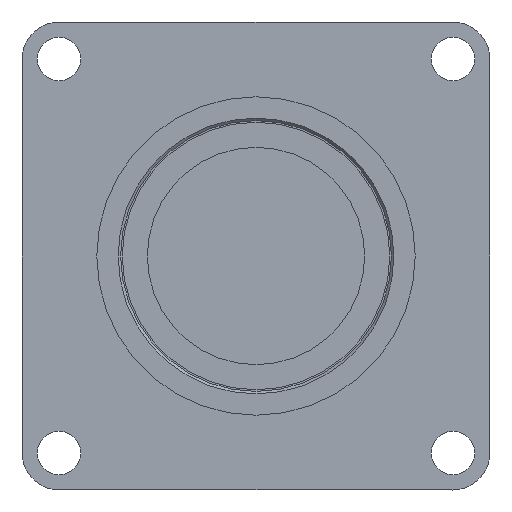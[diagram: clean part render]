
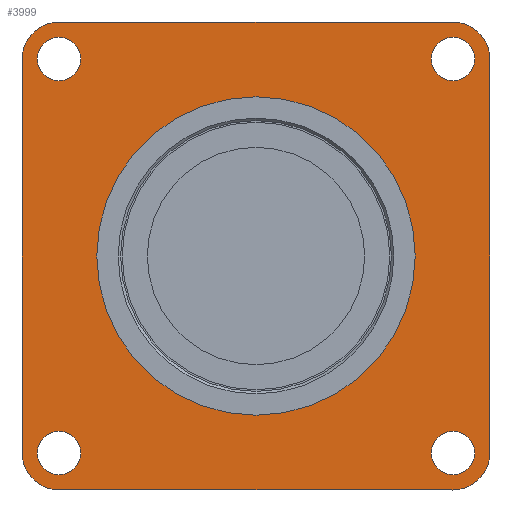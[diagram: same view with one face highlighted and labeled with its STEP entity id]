
A CAD part, left-side view. The second image highlights one B-rep face of the part: STEP entity #3999.
In plain terms, the highlighted planar face has unit normal (-1, 0, 0).
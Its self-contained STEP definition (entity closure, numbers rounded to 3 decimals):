
#75=FACE_BOUND('',#621,.T.);
#76=FACE_BOUND('',#622,.T.);
#77=FACE_BOUND('',#623,.T.);
#78=FACE_BOUND('',#624,.T.);
#79=FACE_BOUND('',#625,.T.);
#212=PLANE('',#4376);
#401=FACE_OUTER_BOUND('',#620,.T.);
#620=EDGE_LOOP('',(#3507,#3508,#3509,#3510,#3511,#3512,#3513,#3514));
#621=EDGE_LOOP('',(#3515));
#622=EDGE_LOOP('',(#3516));
#623=EDGE_LOOP('',(#3517));
#624=EDGE_LOOP('',(#3518));
#625=EDGE_LOOP('',(#3519));
#980=LINE('',#6734,#1339);
#982=LINE('',#6740,#1341);
#988=LINE('',#6755,#1347);
#995=LINE('',#6773,#1354);
#1339=VECTOR('',#5409,10.);
#1341=VECTOR('',#5413,10.);
#1347=VECTOR('',#5427,10.);
#1354=VECTOR('',#5448,10.);
#1516=CIRCLE('',#4366,4.5);
#1518=CIRCLE('',#4370,4.5);
#1520=CIRCLE('',#4373,4.5);
#1522=CIRCLE('',#4377,4.5);
#1523=CIRCLE('',#4378,19.05);
#1524=CIRCLE('',#4379,2.6);
#1525=CIRCLE('',#4380,2.6);
#1526=CIRCLE('',#4381,2.6);
#1527=CIRCLE('',#4382,2.6);
#1889=VERTEX_POINT('',#6727);
#1891=VERTEX_POINT('',#6732);
#1892=VERTEX_POINT('',#6736);
#1894=VERTEX_POINT('',#6739);
#1896=VERTEX_POINT('',#6746);
#1898=VERTEX_POINT('',#6752);
#1900=VERTEX_POINT('',#6762);
#1903=VERTEX_POINT('',#6769);
#1904=VERTEX_POINT('',#6776);
#1905=VERTEX_POINT('',#6778);
#1906=VERTEX_POINT('',#6780);
#1907=VERTEX_POINT('',#6782);
#1908=VERTEX_POINT('',#6784);
#2427=EDGE_CURVE('',#1891,#1889,#980,.T.);
#2429=EDGE_CURVE('',#1892,#1894,#982,.T.);
#2433=EDGE_CURVE('',#1896,#1891,#1516,.T.);
#2437=EDGE_CURVE('',#1898,#1896,#988,.T.);
#2440=EDGE_CURVE('',#1894,#1898,#1518,.T.);
#2442=EDGE_CURVE('',#1889,#1900,#1520,.T.);
#2448=EDGE_CURVE('',#1900,#1903,#995,.T.);
#2449=EDGE_CURVE('',#1903,#1892,#1522,.T.);
#2450=EDGE_CURVE('',#1904,#1904,#1523,.T.);
#2451=EDGE_CURVE('',#1905,#1905,#1524,.T.);
#2452=EDGE_CURVE('',#1906,#1906,#1525,.T.);
#2453=EDGE_CURVE('',#1907,#1907,#1526,.T.);
#2454=EDGE_CURVE('',#1908,#1908,#1527,.T.);
#3507=ORIENTED_EDGE('',*,*,#2449,.F.);
#3508=ORIENTED_EDGE('',*,*,#2448,.F.);
#3509=ORIENTED_EDGE('',*,*,#2442,.F.);
#3510=ORIENTED_EDGE('',*,*,#2427,.F.);
#3511=ORIENTED_EDGE('',*,*,#2433,.F.);
#3512=ORIENTED_EDGE('',*,*,#2437,.F.);
#3513=ORIENTED_EDGE('',*,*,#2440,.F.);
#3514=ORIENTED_EDGE('',*,*,#2429,.F.);
#3515=ORIENTED_EDGE('',*,*,#2450,.T.);
#3516=ORIENTED_EDGE('',*,*,#2451,.T.);
#3517=ORIENTED_EDGE('',*,*,#2452,.T.);
#3518=ORIENTED_EDGE('',*,*,#2453,.T.);
#3519=ORIENTED_EDGE('',*,*,#2454,.T.);
#3999=ADVANCED_FACE('',(#401,#75,#76,#77,#78,#79),#212,.T.);
#4366=AXIS2_PLACEMENT_3D('',#6747,#5419,#5420);
#4370=AXIS2_PLACEMENT_3D('',#6759,#5432,#5433);
#4373=AXIS2_PLACEMENT_3D('',#6763,#5438,#5439);
#4376=AXIS2_PLACEMENT_3D('',#6774,#5449,#5450);
#4377=AXIS2_PLACEMENT_3D('',#6775,#5451,#5452);
#4378=AXIS2_PLACEMENT_3D('',#6777,#5453,#5454);
#4379=AXIS2_PLACEMENT_3D('',#6779,#5455,#5456);
#4380=AXIS2_PLACEMENT_3D('',#6781,#5457,#5458);
#4381=AXIS2_PLACEMENT_3D('',#6783,#5459,#5460);
#4382=AXIS2_PLACEMENT_3D('',#6785,#5461,#5462);
#5409=DIRECTION('',(0.,-1.,0.));
#5413=DIRECTION('',(0.,1.,0.));
#5419=DIRECTION('center_axis',(1.,0.,0.));
#5420=DIRECTION('ref_axis',(0.,0.707,0.707));
#5427=DIRECTION('',(0.,0.,1.));
#5432=DIRECTION('center_axis',(1.,0.,0.));
#5433=DIRECTION('ref_axis',(0.,0.707,-0.707));
#5438=DIRECTION('center_axis',(1.,0.,0.));
#5439=DIRECTION('ref_axis',(0.,-0.707,0.707));
#5448=DIRECTION('',(0.,0.,-1.));
#5449=DIRECTION('center_axis',(-1.,0.,0.));
#5450=DIRECTION('ref_axis',(0.,0.,1.));
#5451=DIRECTION('center_axis',(1.,0.,0.));
#5452=DIRECTION('ref_axis',(0.,-0.707,-0.707));
#5453=DIRECTION('center_axis',(1.,0.,0.));
#5454=DIRECTION('ref_axis',(0.,0.,-1.));
#5455=DIRECTION('center_axis',(1.,0.,0.));
#5456=DIRECTION('ref_axis',(0.,0.,-1.));
#5457=DIRECTION('center_axis',(1.,0.,0.));
#5458=DIRECTION('ref_axis',(0.,0.,-1.));
#5459=DIRECTION('center_axis',(1.,0.,0.));
#5460=DIRECTION('ref_axis',(0.,0.,-1.));
#5461=DIRECTION('center_axis',(1.,0.,0.));
#5462=DIRECTION('ref_axis',(0.,0.,-1.));
#6727=CARTESIAN_POINT('',(-29.1,-23.5,28.));
#6732=CARTESIAN_POINT('',(-29.1,23.5,28.));
#6734=CARTESIAN_POINT('',(-29.1,-14.,28.));
#6736=CARTESIAN_POINT('',(-29.1,-23.5,-28.));
#6739=CARTESIAN_POINT('',(-29.1,23.5,-28.));
#6740=CARTESIAN_POINT('',(-29.1,14.,-28.));
#6746=CARTESIAN_POINT('',(-29.1,28.,23.5));
#6747=CARTESIAN_POINT('Origin',(-29.1,23.5,23.5));
#6752=CARTESIAN_POINT('',(-29.1,28.,-23.5));
#6755=CARTESIAN_POINT('',(-29.1,28.,14.));
#6759=CARTESIAN_POINT('Origin',(-29.1,23.5,-23.5));
#6762=CARTESIAN_POINT('',(-29.1,-28.,23.5));
#6763=CARTESIAN_POINT('Origin',(-29.1,-23.5,23.5));
#6769=CARTESIAN_POINT('',(-29.1,-28.,-23.5));
#6773=CARTESIAN_POINT('',(-29.1,-28.,-14.));
#6774=CARTESIAN_POINT('Origin',(-29.1,28.,0.));
#6775=CARTESIAN_POINT('Origin',(-29.1,-23.5,-23.5));
#6776=CARTESIAN_POINT('',(-29.1,0.,19.05));
#6777=CARTESIAN_POINT('Origin',(-29.1,0.,0.));
#6778=CARTESIAN_POINT('',(-29.1,-23.57,-20.97));
#6779=CARTESIAN_POINT('Origin',(-29.1,-23.57,-23.57));
#6780=CARTESIAN_POINT('',(-29.1,23.57,26.17));
#6781=CARTESIAN_POINT('Origin',(-29.1,23.57,23.57));
#6782=CARTESIAN_POINT('',(-29.1,23.57,-20.97));
#6783=CARTESIAN_POINT('Origin',(-29.1,23.57,-23.57));
#6784=CARTESIAN_POINT('',(-29.1,-23.57,26.17));
#6785=CARTESIAN_POINT('Origin',(-29.1,-23.57,23.57));
